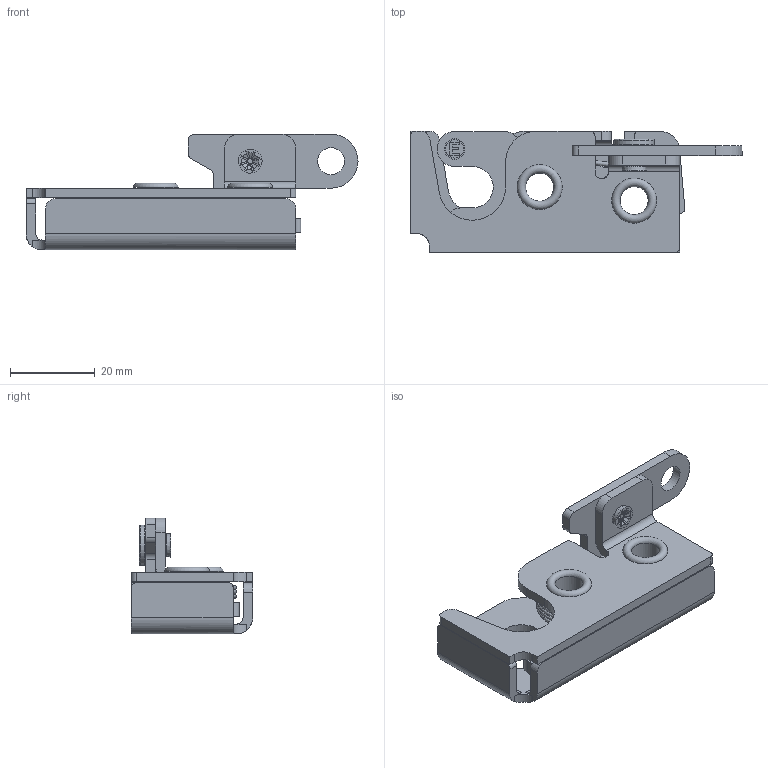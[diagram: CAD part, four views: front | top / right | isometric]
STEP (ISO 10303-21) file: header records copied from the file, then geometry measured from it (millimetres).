
FILE_DESCRIPTION(/* description */ ('SINGLE STAGE MINI-ROTARY LOCK W/ THRU MTG HOLES'),/* implementation_level */ '2;1');
FILE_NAME(/* name */ '1-241 NTL.stp',/* time_stamp */ '2023-12-14T10:26:59-05:00',/* author */ ('dtinay'),/* organization */ ('Eberhard Manufacturing Company'),/* preprocessor_version */ 'ST-DEVELOPER v20',/* originating_system */ 'Autodesk Inventor 2024',/* authorisation */ '');
FILE_SCHEMA (('AUTOMOTIVE_DESIGN { 1 0 10303 214 3 1 1 }'));
Length unit declared in the file: inch
Products named in the file (9): 1-241-NTL; 1-240-SS1 L; 240-2XL; 1-240-4; 1-241-5; 240-SS9; 1-240-6; 240-14; 7901-7
Assembly tree (9 placements, depth 2):
  1-241-NTL
    1-240-SS1 L
    240-2XL
    1-240-4
    1-241-5
    240-SS9
    1-240-6
    240-14
    7901-7  x2
Bounding box: 78.17 x 28.59 x 27.2 mm (x, y, z)
Volume: 14298.2 mm3; surface area: 16631.7 mm2
Topology: 10 solids, 10 shells, 650 faces, 1718 edges, 1131 vertices
Faces by surface type: plane 408, cylinder 126, bspline 82, torus 29, cone 5
Full cylindrical faces by diameter (mm): 1.016 x4, 2.337 x1, 3.175 x1, 4.318 x2, 4.826 x3, 5.207 x1, 6.096 x1, 6.35 x1, 6.528 x1, 6.629 x2, 8.42 x4, 9.525 x1, 11.112 x2, 11.367 x2, 12.7 x2
Entity records: 21789 total; most frequent: CARTESIAN_POINT 6742, ORIENTED_EDGE 3190, DIRECTION 2769, EDGE_CURVE 1595, LINE 1105, VECTOR 1105, VERTEX_POINT 1053, AXIS2_PLACEMENT_3D 832
